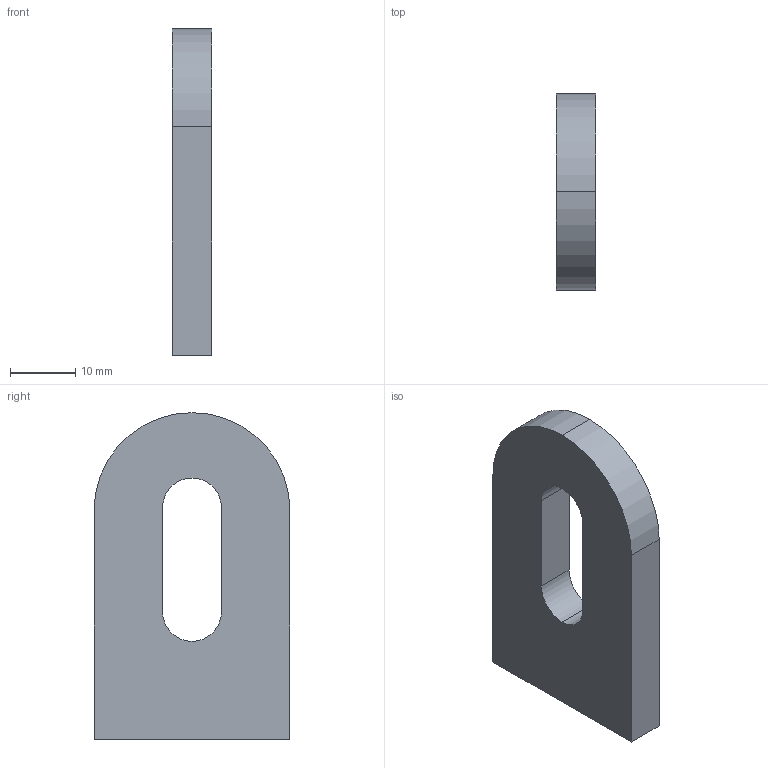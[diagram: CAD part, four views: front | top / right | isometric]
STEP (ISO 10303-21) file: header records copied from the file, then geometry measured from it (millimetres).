
FILE_DESCRIPTION (( 'STEP AP203' ), '1' );
FILE_NAME ('54111-240.step', '2019-02-20T13:29:28', ( '' ), ( '' ), 'SwSTEP 2.0', 'SolidWorks 2015', '' );
FILE_SCHEMA (( 'CONFIG_CONTROL_DESIGN' ));
Length unit declared in the file: millimetre
Products named in the file (1): 54111-240
Bounding box: 6 x 30 x 50 mm (x, y, z)
Volume: 7174.7 mm3; surface area: 3641.3 mm2
Topology: 1 solids, 1 shells, 220 faces, 585 edges, 390 vertices
Faces by surface type: plane 144, bspline 71, cylinder 5
Entity records: 10650 total; most frequent: CARTESIAN_POINT 5563, ORIENTED_EDGE 1170, DIRECTION 753, EDGE_CURVE 585, LINE 433, VECTOR 433, VERTEX_POINT 390, EDGE_LOOP 245
